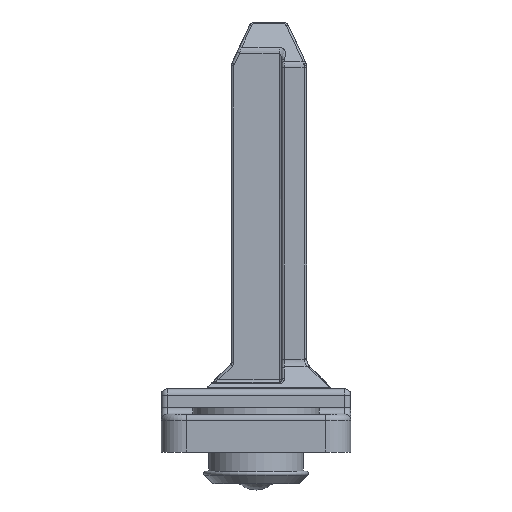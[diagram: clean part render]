
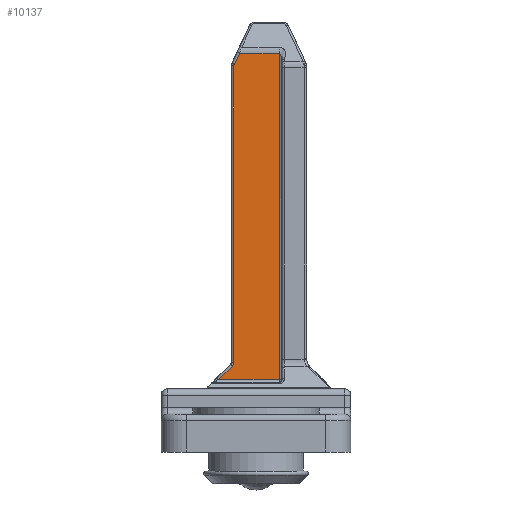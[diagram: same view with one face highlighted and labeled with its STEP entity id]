
A CAD part, left-side view. The second image highlights one B-rep face of the part: STEP entity #10137.
In plain terms, the highlighted planar face has unit normal (-1, 0, 0).
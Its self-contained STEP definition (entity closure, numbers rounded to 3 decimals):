
#488=DIRECTION('',(0.,0.,-1.));
#489=VECTOR('',#488,23.445);
#490=CARTESIAN_POINT('',(-4.25,1.75,25.527));
#491=LINE('',#490,#489);
#3067=DIRECTION('',(0.,-0.707,0.707));
#3068=VECTOR('',#3067,1.556);
#3069=CARTESIAN_POINT('',(-4.25,2.967,0.7));
#3070=LINE('',#3069,#3068);
#3071=CARTESIAN_POINT('',(-4.25,2.15,2.083));
#3072=DIRECTION('',(-1.,0.,0.));
#3073=DIRECTION('',(0.,-0.707,-0.707));
#3074=AXIS2_PLACEMENT_3D('',#3071,#3072,#3073);
#3076=CARTESIAN_POINT('',(-4.25,1.45,25.527));
#3077=DIRECTION('',(1.,0.,0.));
#3078=DIRECTION('',(0.,1.,0.));
#3079=AXIS2_PLACEMENT_3D('',#3076,#3077,#3078);
#3081=DIRECTION('',(0.,-0.423,0.906));
#3082=VECTOR('',#3081,0.984);
#3083=CARTESIAN_POINT('',(-4.25,1.722,25.654));
#3084=LINE('',#3083,#3082);
#3190=DIRECTION('',(0.,1.,0.));
#3191=VECTOR('',#3190,3.156);
#3192=CARTESIAN_POINT('',(-4.25,-1.85,
26.546));
#3193=LINE('',#3192,#3191);
#3287=DIRECTION('',(0.,0.,1.));
#3288=VECTOR('',#3287,25.846);
#3289=CARTESIAN_POINT('',(-4.25,-1.85,0.7));
#3290=LINE('',#3289,#3288);
#3357=DIRECTION('',(0.,-1.,0.));
#3358=VECTOR('',#3357,4.817);
#3359=CARTESIAN_POINT('',(-4.25,2.967,0.7));
#3360=LINE('',#3359,#3358);
#4423=CARTESIAN_POINT('',(-4.25,1.75,2.083));
#4424=VERTEX_POINT('',#4423);
#4425=CARTESIAN_POINT('',(-4.25,1.867,1.8));
#4426=VERTEX_POINT('',#4425);
#4427=CARTESIAN_POINT('',(-4.25,1.75,25.527));
#4428=VERTEX_POINT('',#4427);
#4431=CARTESIAN_POINT('',(-4.25,1.722,25.654));
#4432=VERTEX_POINT('',#4431);
#5038=CARTESIAN_POINT('',(-4.25,2.967,0.7));
#5039=VERTEX_POINT('',#5038);
#5040=CARTESIAN_POINT('',(-4.25,1.306,26.546));
#5041=VERTEX_POINT('',#5040);
#5042=CARTESIAN_POINT('',(-4.25,-1.85,
26.546));
#5043=VERTEX_POINT('',#5042);
#5044=CARTESIAN_POINT('',(-4.25,-1.85,0.7));
#5045=VERTEX_POINT('',#5044);
#10118=CARTESIAN_POINT('',(-4.25,-2.05,29.));
#10119=DIRECTION('',(1.,0.,0.));
#10120=DIRECTION('',(0.,1.,0.));
#10121=AXIS2_PLACEMENT_3D('',#10118,#10119,#10120);
#10122=PLANE('',#10121);
#10123=ORIENTED_EDGE('',*,*,#10110,.T.);
#10124=ORIENTED_EDGE('',*,*,#5964,.T.);
#10125=ORIENTED_EDGE('',*,*,#5980,.F.);
#10126=ORIENTED_EDGE('',*,*,#5995,.T.);
#10128=ORIENTED_EDGE('',*,*,#10127,.T.);
#10130=ORIENTED_EDGE('',*,*,#10129,.F.);
#10132=ORIENTED_EDGE('',*,*,#10131,.F.);
#10134=ORIENTED_EDGE('',*,*,#10133,.F.);
#10135=EDGE_LOOP('',(#10123,#10124,#10125,#10126,#10128,#10130,#10132,#10134));
#10136=FACE_OUTER_BOUND('',#10135,.F.);
#10137=ADVANCED_FACE('',(#10136),#10122,.F.);
#3075=CIRCLE('',#3074,0.4);
#3080=CIRCLE('',#3079,0.3);
#5964=EDGE_CURVE('',#4426,#4424,#3075,.T.);
#5980=EDGE_CURVE('',#4428,#4424,#491,.T.);
#5995=EDGE_CURVE('',#4428,#4432,#3080,.T.);
#10110=EDGE_CURVE('',#5039,#4426,#3070,.T.);
#10127=EDGE_CURVE('',#4432,#5041,#3084,.T.);
#10129=EDGE_CURVE('',#5043,#5041,#3193,.T.);
#10131=EDGE_CURVE('',#5045,#5043,#3290,.T.);
#10133=EDGE_CURVE('',#5039,#5045,#3360,.T.);
